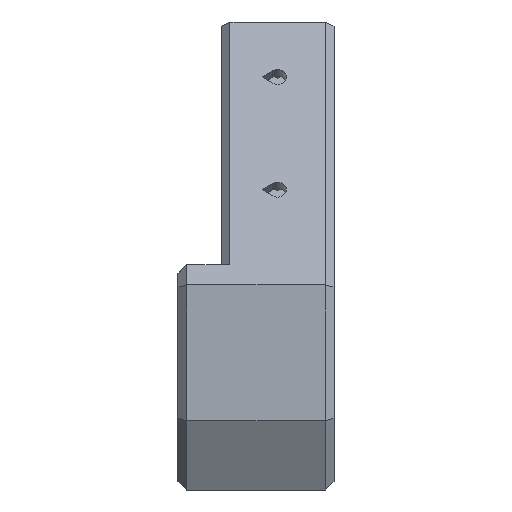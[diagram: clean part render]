
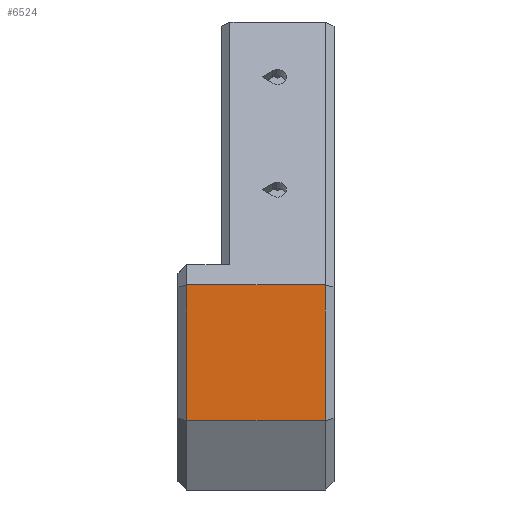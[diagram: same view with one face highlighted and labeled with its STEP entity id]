
A CAD part, left-side view. The second image highlights one B-rep face of the part: STEP entity #6524.
In plain terms, the highlighted planar face has unit normal (-1, 0, 0).
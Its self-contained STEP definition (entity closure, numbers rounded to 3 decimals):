
#743 = PLANE('',#744);
#744 = AXIS2_PLACEMENT_3D('',#745,#746,#747);
#745 = CARTESIAN_POINT('',(-9.5,1.,-13.));
#746 = DIRECTION('',(0.707,0.707,0.)
  );
#747 = DIRECTION('',(0.,0.,-1.));
#1209 = PLANE('',#1210);
#1210 = AXIS2_PLACEMENT_3D('',#1211,#1212,#1213);
#1211 = CARTESIAN_POINT('',(-9.5,35.,-13.));
#1212 = DIRECTION('',(-0.707,0.707,0.
    ));
#1213 = DIRECTION('',(0.,0.,-1.));
#3038 = VERTEX_POINT('',#3039);
#3039 = CARTESIAN_POINT('',(-10.5,2.,-13.));
#3074 = PLANE('',#3075);
#3075 = AXIS2_PLACEMENT_3D('',#3076,#3077,#3078);
#3076 = CARTESIAN_POINT('',(-1.262,0.,-29.));
#3077 = DIRECTION('',(0.866,0.,0.5));
#3078 = DIRECTION('',(-0.5,0.,0.866));
#3129 = PLANE('',#3130);
#3130 = AXIS2_PLACEMENT_3D('',#3131,#3132,#3133);
#3131 = CARTESIAN_POINT('',(-10.5,0.,18.313));
#3132 = DIRECTION('',(0.866,0.,-0.5));
#3133 = DIRECTION('',(0.5,0.,0.866));
#3458 = VERTEX_POINT('',#3459);
#3459 = CARTESIAN_POINT('',(-10.5,2.,18.313));
#3480 = EDGE_CURVE('',#3038,#3458,#3481,.T.);
#3481 = SURFACE_CURVE('',#3482,(#3486,#3493),.PCURVE_S1.);
#3482 = LINE('',#3483,#3484);
#3483 = CARTESIAN_POINT('',(-10.5,2.,-13.));
#3484 = VECTOR('',#3485,1.);
#3485 = DIRECTION('',(0.,0.,1.));
#3486 = PCURVE('',#743,#3487);
#3487 = DEFINITIONAL_REPRESENTATION('',(#3488),#3492);
#3488 = LINE('',#3489,#3490);
#3489 = CARTESIAN_POINT('',(0.,1.414));
#3490 = VECTOR('',#3491,1.);
#3491 = DIRECTION('',(-1.,0.));
#3492 = ( GEOMETRIC_REPRESENTATION_CONTEXT(2) 
PARAMETRIC_REPRESENTATION_CONTEXT() REPRESENTATION_CONTEXT('2D SPACE',''
  ) );
#3493 = PCURVE('',#3494,#3499);
#3494 = PLANE('',#3495);
#3495 = AXIS2_PLACEMENT_3D('',#3496,#3497,#3498);
#3496 = CARTESIAN_POINT('',(-10.5,0.,-13.));
#3497 = DIRECTION('',(1.,0.,0.));
#3498 = DIRECTION('',(0.,0.,1.));
#3499 = DEFINITIONAL_REPRESENTATION('',(#3500),#3504);
#3500 = LINE('',#3501,#3502);
#3501 = CARTESIAN_POINT('',(0.,-2.));
#3502 = VECTOR('',#3503,1.);
#3503 = DIRECTION('',(1.,0.));
#3504 = ( GEOMETRIC_REPRESENTATION_CONTEXT(2) 
PARAMETRIC_REPRESENTATION_CONTEXT() REPRESENTATION_CONTEXT('2D SPACE',''
  ) );
#3918 = VERTEX_POINT('',#3919);
#3919 = CARTESIAN_POINT('',(-10.5,34.,-13.));
#3967 = VERTEX_POINT('',#3968);
#3968 = CARTESIAN_POINT('',(-10.5,34.,18.313));
#3989 = EDGE_CURVE('',#3918,#3967,#3990,.T.);
#3990 = SURFACE_CURVE('',#3991,(#3995,#4002),.PCURVE_S1.);
#3991 = LINE('',#3992,#3993);
#3992 = CARTESIAN_POINT('',(-10.5,34.,-13.));
#3993 = VECTOR('',#3994,1.);
#3994 = DIRECTION('',(0.,0.,1.));
#3995 = PCURVE('',#1209,#3996);
#3996 = DEFINITIONAL_REPRESENTATION('',(#3997),#4001);
#3997 = LINE('',#3998,#3999);
#3998 = CARTESIAN_POINT('',(-0.,1.414));
#3999 = VECTOR('',#4000,1.);
#4000 = DIRECTION('',(-1.,0.));
#4001 = ( GEOMETRIC_REPRESENTATION_CONTEXT(2) 
PARAMETRIC_REPRESENTATION_CONTEXT() REPRESENTATION_CONTEXT('2D SPACE',''
  ) );
#4002 = PCURVE('',#3494,#4003);
#4003 = DEFINITIONAL_REPRESENTATION('',(#4004),#4008);
#4004 = LINE('',#4005,#4006);
#4005 = CARTESIAN_POINT('',(0.,-34.));
#4006 = VECTOR('',#4007,1.);
#4007 = DIRECTION('',(1.,0.));
#4008 = ( GEOMETRIC_REPRESENTATION_CONTEXT(2) 
PARAMETRIC_REPRESENTATION_CONTEXT() REPRESENTATION_CONTEXT('2D SPACE',''
  ) );
#6006 = EDGE_CURVE('',#3038,#3918,#6007,.T.);
#6007 = SURFACE_CURVE('',#6008,(#6012,#6019),.PCURVE_S1.);
#6008 = LINE('',#6009,#6010);
#6009 = CARTESIAN_POINT('',(-10.5,0.,-13.));
#6010 = VECTOR('',#6011,1.);
#6011 = DIRECTION('',(-0.,1.,0.));
#6012 = PCURVE('',#3074,#6013);
#6013 = DEFINITIONAL_REPRESENTATION('',(#6014),#6018);
#6014 = LINE('',#6015,#6016);
#6015 = CARTESIAN_POINT('',(18.475,0.));
#6016 = VECTOR('',#6017,1.);
#6017 = DIRECTION('',(0.,-1.));
#6018 = ( GEOMETRIC_REPRESENTATION_CONTEXT(2) 
PARAMETRIC_REPRESENTATION_CONTEXT() REPRESENTATION_CONTEXT('2D SPACE',''
  ) );
#6019 = PCURVE('',#3494,#6020);
#6020 = DEFINITIONAL_REPRESENTATION('',(#6021),#6025);
#6021 = LINE('',#6022,#6023);
#6022 = CARTESIAN_POINT('',(0.,0.));
#6023 = VECTOR('',#6024,1.);
#6024 = DIRECTION('',(0.,-1.));
#6025 = ( GEOMETRIC_REPRESENTATION_CONTEXT(2) 
PARAMETRIC_REPRESENTATION_CONTEXT() REPRESENTATION_CONTEXT('2D SPACE',''
  ) );
#6316 = EDGE_CURVE('',#3458,#3967,#6317,.T.);
#6317 = SURFACE_CURVE('',#6318,(#6322,#6329),.PCURVE_S1.);
#6318 = LINE('',#6319,#6320);
#6319 = CARTESIAN_POINT('',(-10.5,0.,18.313));
#6320 = VECTOR('',#6321,1.);
#6321 = DIRECTION('',(-0.,1.,0.));
#6322 = PCURVE('',#3129,#6323);
#6323 = DEFINITIONAL_REPRESENTATION('',(#6324),#6328);
#6324 = LINE('',#6325,#6326);
#6325 = CARTESIAN_POINT('',(0.,0.));
#6326 = VECTOR('',#6327,1.);
#6327 = DIRECTION('',(0.,-1.));
#6328 = ( GEOMETRIC_REPRESENTATION_CONTEXT(2) 
PARAMETRIC_REPRESENTATION_CONTEXT() REPRESENTATION_CONTEXT('2D SPACE',''
  ) );
#6329 = PCURVE('',#3494,#6330);
#6330 = DEFINITIONAL_REPRESENTATION('',(#6331),#6335);
#6331 = LINE('',#6332,#6333);
#6332 = CARTESIAN_POINT('',(31.313,0.));
#6333 = VECTOR('',#6334,1.);
#6334 = DIRECTION('',(0.,-1.));
#6335 = ( GEOMETRIC_REPRESENTATION_CONTEXT(2) 
PARAMETRIC_REPRESENTATION_CONTEXT() REPRESENTATION_CONTEXT('2D SPACE',''
  ) );
#6524 = ADVANCED_FACE('',(#6525),#3494,.F.);
#6525 = FACE_BOUND('',#6526,.F.);
#6526 = EDGE_LOOP('',(#6527,#6528,#6529,#6530));
#6527 = ORIENTED_EDGE('',*,*,#6006,.T.);
#6528 = ORIENTED_EDGE('',*,*,#3989,.T.);
#6529 = ORIENTED_EDGE('',*,*,#6316,.F.);
#6530 = ORIENTED_EDGE('',*,*,#3480,.F.);
